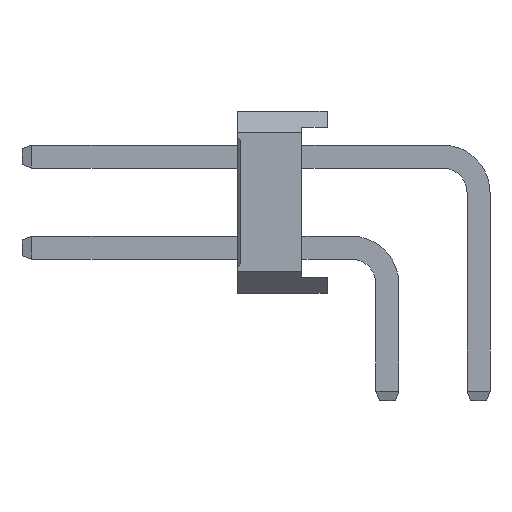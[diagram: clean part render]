
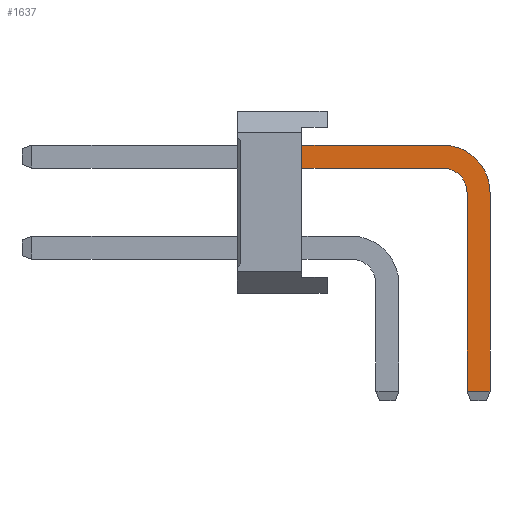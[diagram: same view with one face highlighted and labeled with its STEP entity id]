
A CAD part, left-side view. The second image highlights one B-rep face of the part: STEP entity #1637.
In plain terms, the highlighted planar face has unit normal (-1, 0, 0).
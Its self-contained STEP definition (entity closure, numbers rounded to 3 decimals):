
#1637=ADVANCED_FACE('',(#5133),#5135,.T.);
#5133=FACE_BOUND('',#5134,.T.);
#5134=EDGE_LOOP('',(#7893,#7894,#7895,#7896,#7897,#7898,#7899,#7900));
#5135=PLANE('',#5136);
#5136=AXIS2_PLACEMENT_3D('',#5137,#5138,#5139);
#5137=CARTESIAN_POINT('',(-0.32,-2.22,-3.));
#5138=DIRECTION('',(-1.,0.,0.));
#5139=DIRECTION('',(0.,-1.,0.));
#7893=ORIENTED_EDGE('',*,*,#9578,.T.);
#7894=ORIENTED_EDGE('',*,*,#9579,.T.);
#7895=ORIENTED_EDGE('',*,*,#9580,.T.);
#7896=ORIENTED_EDGE('',*,*,#9581,.T.);
#7897=ORIENTED_EDGE('',*,*,#9127,.T.);
#7898=ORIENTED_EDGE('',*,*,#9577,.F.);
#7899=ORIENTED_EDGE('',*,*,#9582,.F.);
#7900=ORIENTED_EDGE('',*,*,#9583,.F.);
#9127=EDGE_CURVE('',#10374,#10372,#10375,.T.);
#9577=EDGE_CURVE('',#11082,#10372,#11084,.T.);
#9578=EDGE_CURVE('',#11085,#11086,#11087,.T.);
#9579=EDGE_CURVE('',#11086,#11088,#11089,.T.);
#9580=EDGE_CURVE('',#11088,#11090,#11091,.T.);
#9581=EDGE_CURVE('',#11090,#10374,#11092,.T.);
#9582=EDGE_CURVE('',#11093,#11082,#11094,.T.);
#9583=EDGE_CURVE('',#11085,#11093,#11095,.T.);
#10372=VERTEX_POINT('',#12478);
#10374=VERTEX_POINT('',#12482);
#10375=LINE('',#12483,#12484);
#11082=VERTEX_POINT('',#14118);
#11084=LINE('',#14122,#14123);
#11085=VERTEX_POINT('',#14125);
#11086=VERTEX_POINT('',#14126);
#11087=LINE('',#14127,#14128);
#11088=VERTEX_POINT('',#14130);
#11089=LINE('',#14131,#14132);
#11090=VERTEX_POINT('',#14134);
#11091=CIRCLE('',#14135,1.32);
#11092=LINE('',#14139,#14140);
#11093=VERTEX_POINT('',#14142);
#11094=CIRCLE('',#14143,0.68);
#11095=LINE('',#14147,#14148);
#12478=CARTESIAN_POINT('',(-0.32,2.38,3.49));
#12482=CARTESIAN_POINT('',(-0.32,2.38,4.13));
#12483=CARTESIAN_POINT('',(-0.32,2.38,4.13));
#12484=VECTOR('',#12485,1.);
#12485=DIRECTION('',(0.,0.,-1.));
#14118=CARTESIAN_POINT('',(-0.32,-1.54,3.49));
#14122=CARTESIAN_POINT('',(-0.32,-1.54,3.49));
#14123=VECTOR('',#14124,1.);
#14124=DIRECTION('',(0.,1.,0.));
#14125=CARTESIAN_POINT('',(-0.32,-2.22,-2.725));
#14126=CARTESIAN_POINT('',(-0.32,-2.86,-2.725));
#14127=CARTESIAN_POINT('',(-0.32,-2.22,-2.725));
#14128=VECTOR('',#14129,1.);
#14129=DIRECTION('',(0.,-1.,0.));
#14130=CARTESIAN_POINT('',(-0.32,-2.86,2.81));
#14131=CARTESIAN_POINT('',(-0.32,-2.86,-2.725));
#14132=VECTOR('',#14133,1.);
#14133=DIRECTION('',(0.,0.,1.));
#14134=CARTESIAN_POINT('',(-0.32,-1.54,4.13));
#14135=AXIS2_PLACEMENT_3D('',#14136,#14137,#14138);
#14136=CARTESIAN_POINT('',(-0.32,-1.54,2.81));
#14137=DIRECTION('',(-1.,0.,0.));
#14138=DIRECTION('',(0.,-1.,0.));
#14139=CARTESIAN_POINT('',(-0.32,-1.54,4.13));
#14140=VECTOR('',#14141,1.);
#14141=DIRECTION('',(0.,1.,0.));
#14142=CARTESIAN_POINT('',(-0.32,-2.22,2.81));
#14143=AXIS2_PLACEMENT_3D('',#14144,#14145,#14146);
#14144=CARTESIAN_POINT('',(-0.32,-1.54,2.81));
#14145=DIRECTION('',(-1.,0.,0.));
#14146=DIRECTION('',(0.,-1.,0.));
#14147=CARTESIAN_POINT('',(-0.32,-2.22,-2.725));
#14148=VECTOR('',#14149,1.);
#14149=DIRECTION('',(0.,0.,1.));
